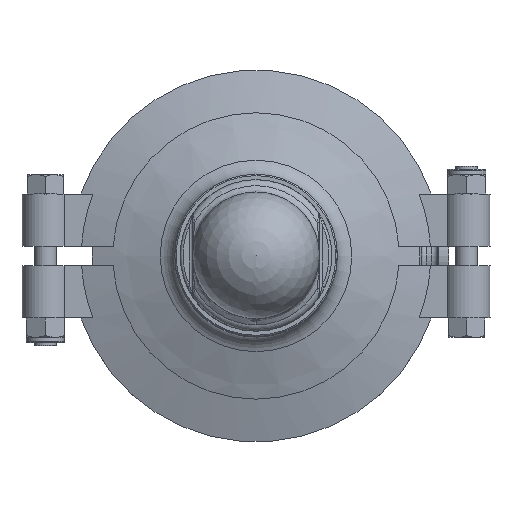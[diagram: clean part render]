
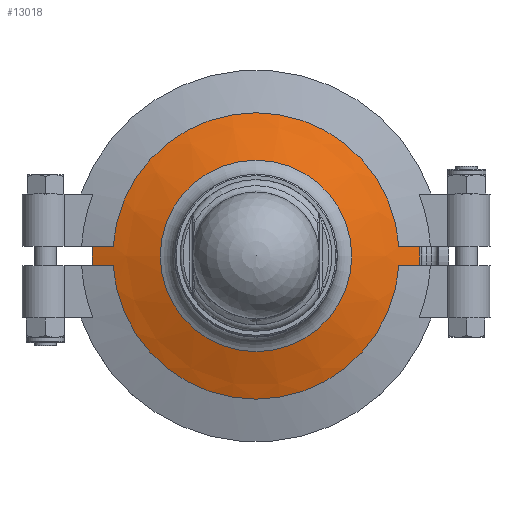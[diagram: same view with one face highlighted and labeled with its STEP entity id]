
A CAD part, top view. The second image highlights one B-rep face of the part: STEP entity #13018.
In plain terms, the highlighted conical face has half-angle 70 degrees and reference radius 29.75 mm.
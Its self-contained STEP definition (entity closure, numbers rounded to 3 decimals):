
#59=(
BOUNDED_CURVE()
B_SPLINE_CURVE(2,(#24188,#24189,#24190),.UNSPECIFIED.,.F.,.F.)
B_SPLINE_CURVE_WITH_KNOTS((3,3),(0.022,0.82),
 .UNSPECIFIED.)
CURVE()
GEOMETRIC_REPRESENTATION_ITEM()
RATIONAL_B_SPLINE_CURVE((1.,1.002,1.))
REPRESENTATION_ITEM('')
);
#67=(
BOUNDED_CURVE()
B_SPLINE_CURVE(2,(#24304,#24305,#24306),.UNSPECIFIED.,.F.,.F.)
B_SPLINE_CURVE_WITH_KNOTS((3,3),(0.,0.798),.UNSPECIFIED.)
CURVE()
GEOMETRIC_REPRESENTATION_ITEM()
RATIONAL_B_SPLINE_CURVE((1.,1.002,1.))
REPRESENTATION_ITEM('')
);
#68=(
BOUNDED_CURVE()
B_SPLINE_CURVE(2,(#24308,#24309,#24310),.UNSPECIFIED.,.F.,.F.)
B_SPLINE_CURVE_WITH_KNOTS((3,3),(0.,0.798),.UNSPECIFIED.)
CURVE()
GEOMETRIC_REPRESENTATION_ITEM()
RATIONAL_B_SPLINE_CURVE((1.,1.002,1.))
REPRESENTATION_ITEM('')
);
#69=(
BOUNDED_CURVE()
B_SPLINE_CURVE(2,(#24313,#24314,#24315),.UNSPECIFIED.,.F.,.F.)
B_SPLINE_CURVE_WITH_KNOTS((3,3),(0.022,0.82),
 .UNSPECIFIED.)
CURVE()
GEOMETRIC_REPRESENTATION_ITEM()
RATIONAL_B_SPLINE_CURVE((1.,1.002,1.))
REPRESENTATION_ITEM('')
);
#625=CONICAL_SURFACE('',#14207,29.75,1.222);
#1088=LINE('',#24303,#1729);
#1729=VECTOR('',#16777,29.75);
#2698=FACE_OUTER_BOUND('',#3527,.T.);
#3527=EDGE_LOOP('',(#9478,#9479,#9480,#9481,#9482,#9483,#9484,#9485,#9486,
#9487,#9488,#9489));
#4350=CIRCLE('',#14102,59.5);
#4364=CIRCLE('',#14125,34.764);
#4403=CIRCLE('',#14191,52.);
#4409=CIRCLE('',#14205,59.5);
#4410=CIRCLE('',#14206,59.5);
#4411=CIRCLE('',#14208,52.);
#5247=VERTEX_POINT('',#23108);
#5248=VERTEX_POINT('',#23110);
#5262=VERTEX_POINT('',#23191);
#5329=VERTEX_POINT('',#24187);
#5354=VERTEX_POINT('',#24270);
#5358=VERTEX_POINT('',#24295);
#5359=VERTEX_POINT('',#24297);
#5360=VERTEX_POINT('',#24299);
#5361=VERTEX_POINT('',#24307);
#5362=VERTEX_POINT('',#24311);
#6652=EDGE_CURVE('',#5248,#5247,#4350,.T.);
#6675=EDGE_CURVE('',#5262,#5262,#4364,.T.);
#6777=EDGE_CURVE('',#5329,#5248,#59,.T.);
#6808=EDGE_CURVE('',#5354,#5329,#4403,.T.);
#6821=EDGE_CURVE('',#5360,#5359,#4409,.T.);
#6822=EDGE_CURVE('',#5358,#5360,#4410,.T.);
#6823=EDGE_CURVE('',#5262,#5360,#1088,.T.);
#6824=EDGE_CURVE('',#5359,#5354,#67,.T.);
#6825=EDGE_CURVE('',#5247,#5361,#68,.T.);
#6826=EDGE_CURVE('',#5361,#5362,#4411,.T.);
#6827=EDGE_CURVE('',#5362,#5358,#69,.T.);
#9478=ORIENTED_EDGE('',*,*,#6675,.F.);
#9479=ORIENTED_EDGE('',*,*,#6823,.T.);
#9480=ORIENTED_EDGE('',*,*,#6821,.T.);
#9481=ORIENTED_EDGE('',*,*,#6824,.T.);
#9482=ORIENTED_EDGE('',*,*,#6808,.T.);
#9483=ORIENTED_EDGE('',*,*,#6777,.T.);
#9484=ORIENTED_EDGE('',*,*,#6652,.T.);
#9485=ORIENTED_EDGE('',*,*,#6825,.T.);
#9486=ORIENTED_EDGE('',*,*,#6826,.T.);
#9487=ORIENTED_EDGE('',*,*,#6827,.T.);
#9488=ORIENTED_EDGE('',*,*,#6822,.T.);
#9489=ORIENTED_EDGE('',*,*,#6823,.F.);
#13018=ADVANCED_FACE('',(#2698),#625,.T.);
#14102=AXIS2_PLACEMENT_3D('',#23111,#16508,#16509);
#14125=AXIS2_PLACEMENT_3D('',#23192,#16560,#16561);
#14191=AXIS2_PLACEMENT_3D('',#24271,#16737,#16738);
#14205=AXIS2_PLACEMENT_3D('',#24300,#16771,#16772);
#14206=AXIS2_PLACEMENT_3D('',#24301,#16773,#16774);
#14207=AXIS2_PLACEMENT_3D('',#24302,#16775,#16776);
#14208=AXIS2_PLACEMENT_3D('',#24312,#16778,#16779);
#16508=DIRECTION('center_axis',(0.,0.,
1.));
#16509=DIRECTION('ref_axis',(1.,0.,0.));
#16560=DIRECTION('center_axis',(0.,0.,
1.));
#16561=DIRECTION('ref_axis',(-1.,0.,0.));
#16737=DIRECTION('center_axis',(0.,0.,
1.));
#16738=DIRECTION('ref_axis',(1.,0.,0.));
#16771=DIRECTION('center_axis',(0.,0.,
1.));
#16772=DIRECTION('ref_axis',(1.,0.,0.));
#16773=DIRECTION('center_axis',(0.,0.,
1.));
#16774=DIRECTION('ref_axis',(1.,0.,0.));
#16775=DIRECTION('center_axis',(0.,0.,
-1.));
#16776=DIRECTION('ref_axis',(1.,0.,0.));
#16777=DIRECTION('',(-0.94,0.,-0.342));
#16778=DIRECTION('center_axis',(0.,0.,
1.));
#16779=DIRECTION('ref_axis',(-1.,0.,0.));
#23108=CARTESIAN_POINT('',(59.397,3.5,168.7));
#23110=CARTESIAN_POINT('',(59.397,-3.5,168.7));
#23111=CARTESIAN_POINT('Origin',(0.,0.,
168.7));
#23191=CARTESIAN_POINT('',(-34.764,0.,177.703));
#23192=CARTESIAN_POINT('Origin',(0.,0.,
177.703));
#24187=CARTESIAN_POINT('',(51.882,-3.5,171.43));
#24188=CARTESIAN_POINT('Ctrl Pts',(51.882,-3.5,171.43));
#24189=CARTESIAN_POINT('Ctrl Pts',(55.387,-3.5,170.157));
#24190=CARTESIAN_POINT('Ctrl Pts',(59.397,-3.5,168.7));
#24270=CARTESIAN_POINT('',(-51.882,-3.5,171.43));
#24271=CARTESIAN_POINT('Origin',(0.,0.,
171.43));
#24295=CARTESIAN_POINT('',(-59.397,3.5,168.7));
#24297=CARTESIAN_POINT('',(-59.397,-3.5,168.7));
#24299=CARTESIAN_POINT('',(-59.5,0.,168.7));
#24300=CARTESIAN_POINT('Origin',(0.,0.,
168.7));
#24301=CARTESIAN_POINT('Origin',(0.,0.,
168.7));
#24302=CARTESIAN_POINT('Origin',(0.,0.,
179.528));
#24303=CARTESIAN_POINT('',(-29.75,0.,179.528));
#24304=CARTESIAN_POINT('Ctrl Pts',(-59.397,-3.5,168.7));
#24305=CARTESIAN_POINT('Ctrl Pts',(-55.387,-3.5,
170.157));
#24306=CARTESIAN_POINT('Ctrl Pts',(-51.882,-3.5,
171.43));
#24307=CARTESIAN_POINT('',(51.882,3.5,171.43));
#24308=CARTESIAN_POINT('Ctrl Pts',(59.397,3.5,168.7));
#24309=CARTESIAN_POINT('Ctrl Pts',(55.387,3.5,170.157));
#24310=CARTESIAN_POINT('Ctrl Pts',(51.882,3.5,171.43));
#24311=CARTESIAN_POINT('',(-51.882,3.5,171.43));
#24312=CARTESIAN_POINT('Origin',(0.,0.,
171.43));
#24313=CARTESIAN_POINT('Ctrl Pts',(-51.882,3.5,171.43));
#24314=CARTESIAN_POINT('Ctrl Pts',(-55.387,3.5,170.157));
#24315=CARTESIAN_POINT('Ctrl Pts',(-59.397,3.5,168.7));
